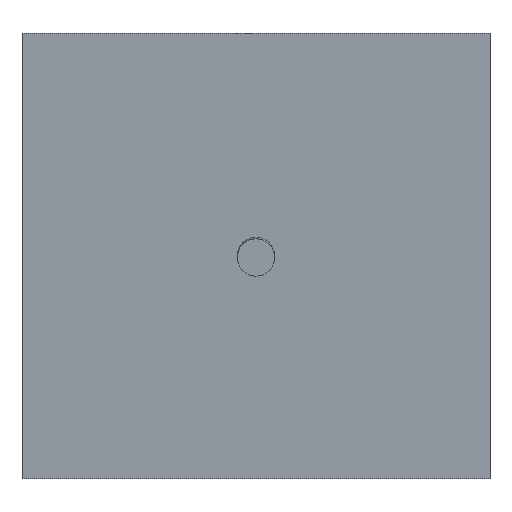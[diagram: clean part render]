
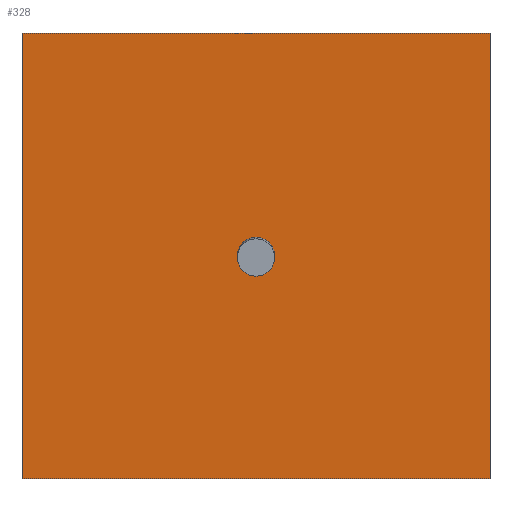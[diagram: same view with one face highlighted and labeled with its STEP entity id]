
A CAD part, top view. The second image highlights one B-rep face of the part: STEP entity #328.
In plain terms, the highlighted planar face has unit normal (0, -0.083, 0.997).
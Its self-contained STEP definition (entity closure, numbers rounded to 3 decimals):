
#15=FACE_BOUND('',#76,.T.);
#38=PLANE('',#372);
#56=FACE_OUTER_BOUND('',#75,.T.);
#75=EDGE_LOOP('',(#287,#288,#289,#290));
#76=EDGE_LOOP('',(#291));
#103=LINE('',#683,#131);
#105=LINE('',#687,#133);
#107=LINE('',#691,#135);
#108=LINE('',#692,#136);
#131=VECTOR('',#452,10.);
#133=VECTOR('',#456,10.);
#135=VECTOR('',#460,10.);
#136=VECTOR('',#461,10.);
#138=CIRCLE('',#347,50.);
#146=VERTEX_POINT('',#472);
#171=VERTEX_POINT('',#680);
#172=VERTEX_POINT('',#682);
#173=VERTEX_POINT('',#686);
#174=VERTEX_POINT('',#690);
#177=EDGE_CURVE('',#146,#146,#138,.T.);
#212=EDGE_CURVE('',#171,#172,#103,.T.);
#214=EDGE_CURVE('',#173,#172,#105,.T.);
#216=EDGE_CURVE('',#174,#173,#107,.T.);
#217=EDGE_CURVE('',#174,#171,#108,.T.);
#287=ORIENTED_EDGE('',*,*,#216,.T.);
#288=ORIENTED_EDGE('',*,*,#214,.T.);
#289=ORIENTED_EDGE('',*,*,#212,.F.);
#290=ORIENTED_EDGE('',*,*,#217,.F.);
#291=ORIENTED_EDGE('',*,*,#177,.T.);
#328=ADVANCED_FACE('',(#56,#15),#38,.T.);
#347=AXIS2_PLACEMENT_3D('',#474,#383,#384);
#372=AXIS2_PLACEMENT_3D('',#689,#458,#459);
#383=DIRECTION('center_axis',(0.,0.083,-0.997));
#384=DIRECTION('ref_axis',(1.,0.,0.));
#452=DIRECTION('',(0.,0.997,0.083));
#456=DIRECTION('',(-1.,0.,0.));
#458=DIRECTION('center_axis',(0.,-0.083,0.997));
#459=DIRECTION('ref_axis',(0.,0.997,0.083));
#460=DIRECTION('',(0.,0.997,0.083));
#461=DIRECTION('',(-1.,0.,0.));
#472=CARTESIAN_POINT('',(-675.,125.038,482.849));
#474=CARTESIAN_POINT('Origin',(-625.,125.038,482.849));
#680=CARTESIAN_POINT('',(-1250.,-469.632,433.155));
#682=CARTESIAN_POINT('',(-1250.,719.708,532.543));
#683=CARTESIAN_POINT('',(-1250.,-469.632,433.155));
#686=CARTESIAN_POINT('',(0.,719.708,532.543));
#687=CARTESIAN_POINT('',(0.,719.708,532.543));
#689=CARTESIAN_POINT('Origin',(0.,-469.632,433.155));
#690=CARTESIAN_POINT('',(0.,-469.632,433.155));
#691=CARTESIAN_POINT('',(0.,-469.632,433.155));
#692=CARTESIAN_POINT('',(0.,-469.632,433.155));
